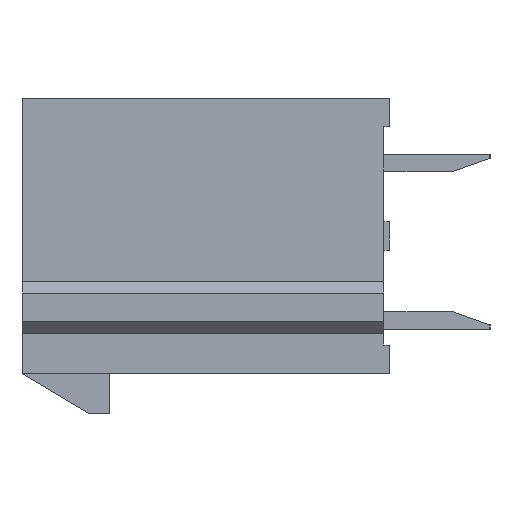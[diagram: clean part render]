
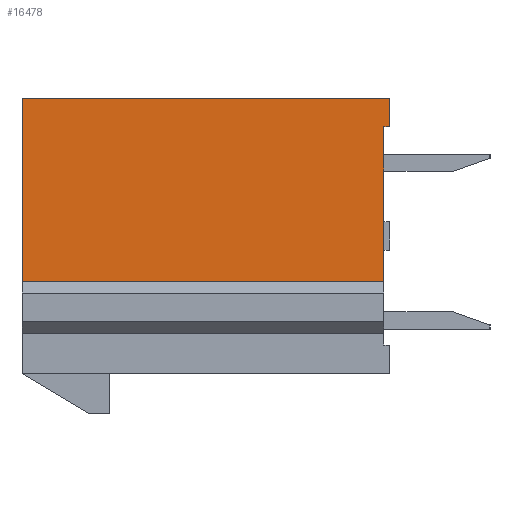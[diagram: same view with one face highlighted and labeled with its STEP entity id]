
A CAD part, left-side view. The second image highlights one B-rep face of the part: STEP entity #16478.
In plain terms, the highlighted planar face has unit normal (-1, 0, 0).
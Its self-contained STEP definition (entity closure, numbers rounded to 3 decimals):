
#274 = ORIENTED_EDGE ( 'NONE', *, *, #23124, .F. ) ;
#354 = CARTESIAN_POINT ( 'NONE',  ( -25.8, 0., 3.8 ) ) ;
#1713 = FACE_OUTER_BOUND ( 'NONE', #2159, .T. ) ;
#1795 = EDGE_CURVE ( 'NONE', #8906, #8916, #4370, .T. ) ;
#2159 = EDGE_LOOP ( 'NONE', ( #18381, #16129, #274, #11062, #23886, #23386 ) ) ;
#2726 = CARTESIAN_POINT ( 'NONE',  ( -25.8, 0., 3.8 ) ) ;
#3120 = PLANE ( 'NONE',  #15617 ) ;
#3647 = CARTESIAN_POINT ( 'NONE',  ( -25.8, 12.8, -1.59 ) ) ;
#4370 = LINE ( 'NONE', #17732, #22331 ) ;
#6003 = VECTOR ( 'NONE', #22868, 1000. ) ;
#6939 = DIRECTION ( 'NONE',  ( 0., 1., 0. ) ) ;
#7167 = LINE ( 'NONE', #2726, #6003 ) ;
#7431 = LINE ( 'NONE', #17177, #15532 ) ;
#7552 = CARTESIAN_POINT ( 'NONE',  ( -25.8, 0.2, -1.59 ) ) ;
#7612 = EDGE_CURVE ( 'NONE', #21813, #14154, #7167, .T. ) ;
#8030 = DIRECTION ( 'NONE',  ( 0., 0., 1. ) ) ;
#8539 = CARTESIAN_POINT ( 'NONE',  ( -25.8, 0.2, -1.59 ) ) ;
#8685 = CARTESIAN_POINT ( 'NONE',  ( -25.8, 0.2, 3.8 ) ) ;
#8906 = VERTEX_POINT ( 'NONE', #14197 ) ;
#8916 = VERTEX_POINT ( 'NONE', #23344 ) ;
#10996 = EDGE_CURVE ( 'NONE', #19823, #14154, #23286, .T. ) ;
#11062 = ORIENTED_EDGE ( 'NONE', *, *, #1795, .F. ) ;
#11661 = CARTESIAN_POINT ( 'NONE',  ( -25.8, 0., 4.8 ) ) ;
#13032 = EDGE_CURVE ( 'NONE', #19823, #17125, #22803, .T. ) ;
#14154 = VERTEX_POINT ( 'NONE', #8685 ) ;
#14197 = CARTESIAN_POINT ( 'NONE',  ( -25.8, 12.8, 4.8 ) ) ;
#15532 = VECTOR ( 'NONE', #8030, 1000. ) ;
#15617 = AXIS2_PLACEMENT_3D ( 'NONE', #19490, #19566, #6939 ) ;
#15771 = DIRECTION ( 'NONE',  ( 0., -1., 0. ) ) ;
#15813 = DIRECTION ( 'NONE',  ( 0., 1., 0. ) ) ;
#15949 = VECTOR ( 'NONE', #18988, 1000. ) ;
#16129 = ORIENTED_EDGE ( 'NONE', *, *, #7612, .F. ) ;
#16478 = ADVANCED_FACE ( 'NONE', ( #1713 ), #3120, .F. ) ;
#16525 = LINE ( 'NONE', #11661, #15949 ) ;
#16938 = DIRECTION ( 'NONE',  ( 0., 0., 1. ) ) ;
#17125 = VERTEX_POINT ( 'NONE', #3647 ) ;
#17177 = CARTESIAN_POINT ( 'NONE',  ( -25.8, 12.8, -1.59 ) ) ;
#17373 = EDGE_CURVE ( 'NONE', #17125, #8906, #7431, .T. ) ;
#17732 = CARTESIAN_POINT ( 'NONE',  ( -25.8, 12.8, 4.8 ) ) ;
#18381 = ORIENTED_EDGE ( 'NONE', *, *, #10996, .T. ) ;
#18988 = DIRECTION ( 'NONE',  ( 0., 0., -1. ) ) ;
#19490 = CARTESIAN_POINT ( 'NONE',  ( -25.8, 0., 0. ) ) ;
#19566 = DIRECTION ( 'NONE',  ( 1., 0., 0. ) ) ;
#19823 = VERTEX_POINT ( 'NONE', #8539 ) ;
#21325 = CARTESIAN_POINT ( 'NONE',  ( -25.8, 0.2, -1.59 ) ) ;
#21645 = VECTOR ( 'NONE', #15813, 1000. ) ;
#21813 = VERTEX_POINT ( 'NONE', #354 ) ;
#22331 = VECTOR ( 'NONE', #15771, 1000. ) ;
#22711 = VECTOR ( 'NONE', #16938, 1000. ) ;
#22803 = LINE ( 'NONE', #21325, #21645 ) ;
#22868 = DIRECTION ( 'NONE',  ( 0., 1., 0. ) ) ;
#23124 = EDGE_CURVE ( 'NONE', #8916, #21813, #16525, .T. ) ;
#23286 = LINE ( 'NONE', #7552, #22711 ) ;
#23344 = CARTESIAN_POINT ( 'NONE',  ( -25.8, 0., 4.8 ) ) ;
#23386 = ORIENTED_EDGE ( 'NONE', *, *, #13032, .F. ) ;
#23886 = ORIENTED_EDGE ( 'NONE', *, *, #17373, .F. ) ;
